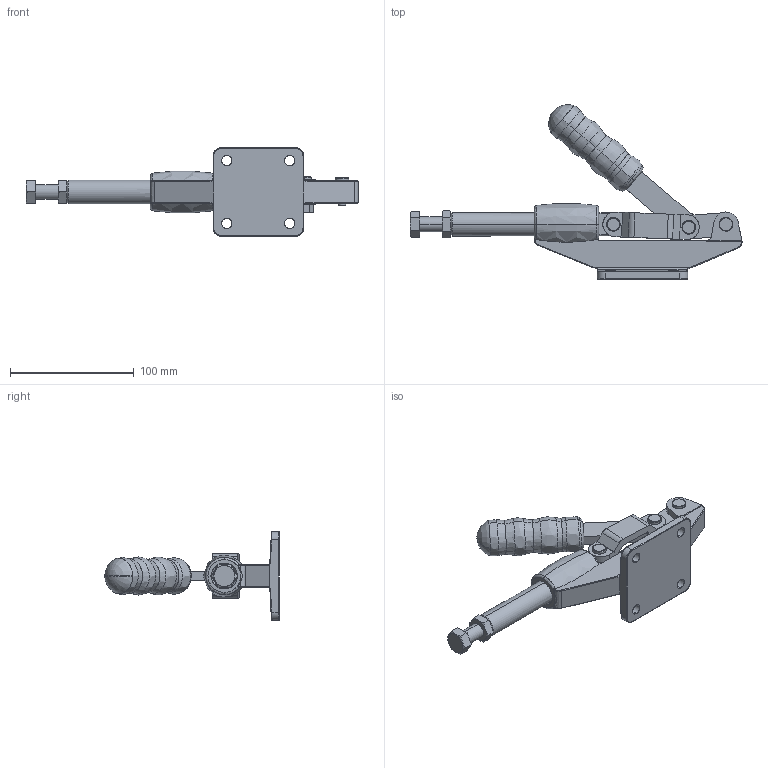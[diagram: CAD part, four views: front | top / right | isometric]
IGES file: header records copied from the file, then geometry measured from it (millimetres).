
Start section: SolidWorks IGES file using analytic representation for surfaces
Global section: file name: GH-304-HM(ﾂｲ､ﾆ)-1.IGS,; native system: SolidWorks 2016; preprocessor: SolidWorks 2016; author: LinWei; date: 200608.151924; units: millimetre
Bounding box: 268.52 x 141.15 x 71.4 mm (x, y, z)
Surface area: 70046.3 mm2 (no closed solid volume)
Topology: 0 solids, 0 shells, 334 faces, 4619 edges, 4618 vertices
Faces by surface type: bspline 171, revolution 163
